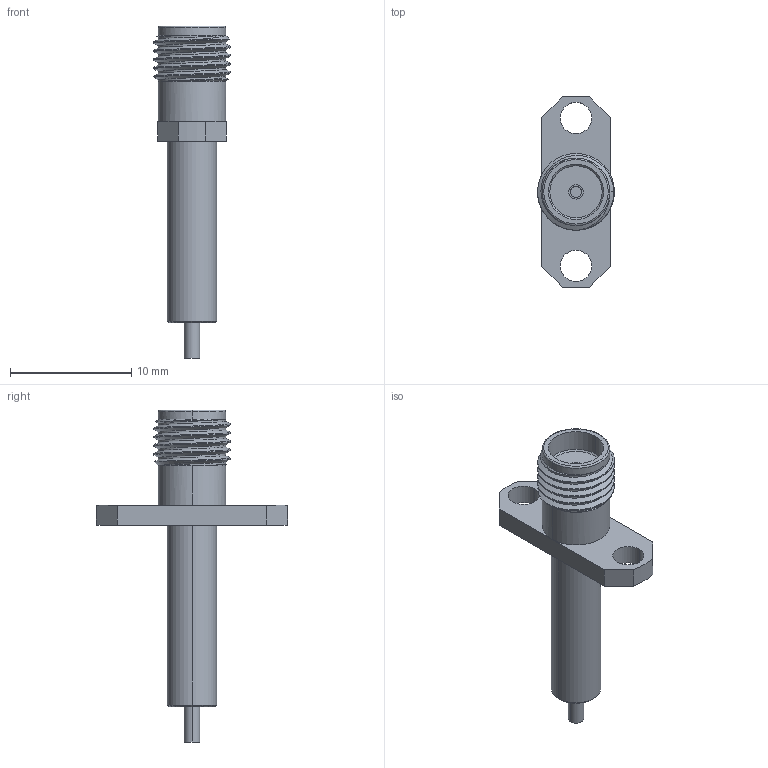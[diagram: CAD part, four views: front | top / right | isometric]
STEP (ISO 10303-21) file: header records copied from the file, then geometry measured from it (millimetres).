
FILE_DESCRIPTION (( 'STEP AP203' ), '1' );
FILE_NAME ('PE4128.step', '2018-06-28T16:31:32', ( '' ), ( '' ), 'SwSTEP 2.0', 'SolidWorks 2017', '' );
FILE_SCHEMA (( 'CONFIG_CONTROL_DESIGN' ));
Length unit declared in the file: inch
Products named in the file (1): PE4128
Bounding box: 6.35 x 15.86 x 27.43 mm (x, y, z)
Volume: 490.6 mm3; surface area: 689.3 mm2
Topology: 2 solids, 2 shells, 62 faces, 146 edges, 93 vertices
Faces by surface type: cylinder 32, plane 15, cone 10, bspline 3, torus 2
Entity records: 2931 total; most frequent: CARTESIAN_POINT 1476, ORIENTED_EDGE 292, DIRECTION 279, EDGE_CURVE 146, AXIS2_PLACEMENT_3D 111, VERTEX_POINT 93, EDGE_LOOP 73, ADVANCED_FACE 62
